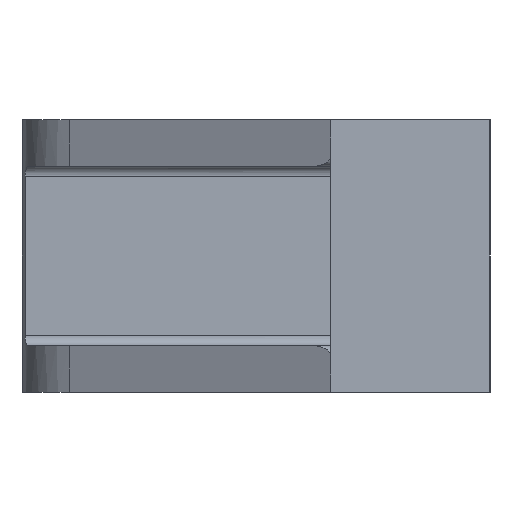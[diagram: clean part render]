
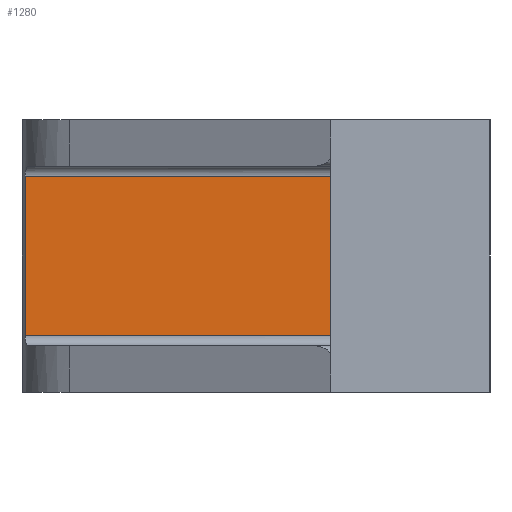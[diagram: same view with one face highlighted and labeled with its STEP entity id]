
A CAD part, left-side view. The second image highlights one B-rep face of the part: STEP entity #1280.
In plain terms, the highlighted planar face has unit normal (-1, 0, 0).
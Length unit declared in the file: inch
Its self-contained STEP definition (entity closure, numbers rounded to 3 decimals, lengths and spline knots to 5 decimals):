
#170=DIRECTION('',(0.,0.,1.));
#171=VECTOR('',#170,0.62992);
#172=CARTESIAN_POINT('',(-2.61811,1.83766,
-0.31496));
#173=LINE('',#172,#171);
#181=CARTESIAN_POINT('',(-2.61811,1.83766,
-0.31496));
#377=DIRECTION('',(0.,1.,0.));
#378=VECTOR('',#377,1.20774);
#379=CARTESIAN_POINT('',(-2.61811,0.62992,
-0.31496));
#380=LINE('',#379,#378);
#381=DIRECTION('',(0.,0.,1.));
#382=VECTOR('',#381,0.62992);
#383=CARTESIAN_POINT('',(-2.61811,0.62992,
-0.31496));
#384=LINE('',#383,#382);
#385=DIRECTION('',(0.,-1.,0.));
#386=VECTOR('',#385,1.20774);
#387=CARTESIAN_POINT('',(-2.61811,1.83766,0.31496));
#388=LINE('',#387,#386);
#834=VERTEX_POINT('',#181);
#858=CARTESIAN_POINT('',(-2.61811,0.62992,
-0.31496));
#859=VERTEX_POINT('',#858);
#860=CARTESIAN_POINT('',(-2.61811,1.83766,0.31496));
#861=VERTEX_POINT('',#860);
#862=CARTESIAN_POINT('',(-2.61811,0.62992,
0.31496));
#863=VERTEX_POINT('',#862);
#1268=CARTESIAN_POINT('',(-2.61811,0.62992,
0.31496));
#1269=DIRECTION('',(1.,0.,0.));
#1270=DIRECTION('',(0.,0.,-1.));
#1271=AXIS2_PLACEMENT_3D('',#1268,#1269,#1270);
#1272=PLANE('',#1271);
#1273=ORIENTED_EDGE('',*,*,#1262,.T.);
#1274=ORIENTED_EDGE('',*,*,#1000,.T.);
#1276=ORIENTED_EDGE('',*,*,#1275,.T.);
#1277=ORIENTED_EDGE('',*,*,#1170,.F.);
#1278=EDGE_LOOP('',(#1273,#1274,#1276,#1277));
#1279=FACE_OUTER_BOUND('',#1278,.F.);
#1000=EDGE_CURVE('',#834,#861,#173,.T.);
#1170=EDGE_CURVE('',#859,#863,#384,.T.);
#1262=EDGE_CURVE('',#859,#834,#380,.T.);
#1275=EDGE_CURVE('',#861,#863,#388,.T.);
#1280=ADVANCED_FACE('',(#1279),#1272,.F.);
